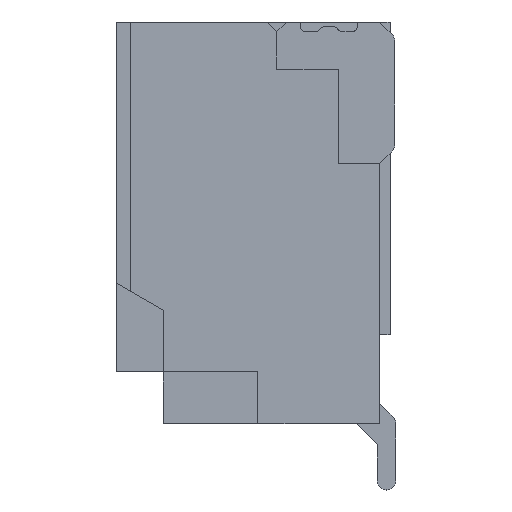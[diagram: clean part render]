
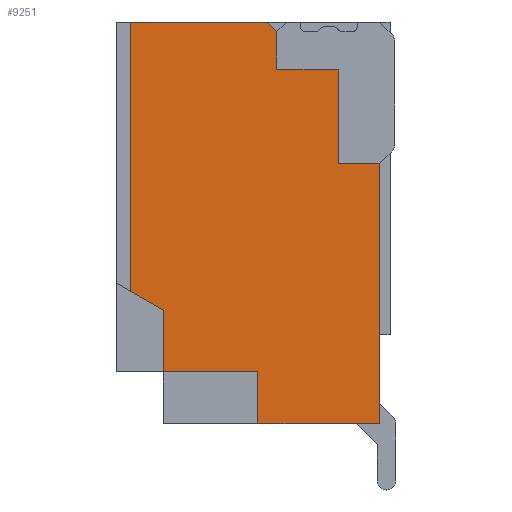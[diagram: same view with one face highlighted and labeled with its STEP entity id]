
A CAD part, left-side view. The second image highlights one B-rep face of the part: STEP entity #9251.
In plain terms, the highlighted planar face has unit normal (-1, 0, 0).
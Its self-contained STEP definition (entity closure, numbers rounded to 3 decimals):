
#34 = LINE ( 'NONE', #1305, #6451 ) ;
#40 = DIRECTION ( 'NONE',  ( 0., 1., 0. ) ) ;
#72 = ORIENTED_EDGE ( 'NONE', *, *, #7542, .F. ) ;
#218 = VECTOR ( 'NONE', #10687, 1000. ) ;
#485 = CARTESIAN_POINT ( 'NONE',  ( -3.5, 1.755, 0.195 ) ) ;
#562 = LINE ( 'NONE', #7038, #5214 ) ;
#585 = CARTESIAN_POINT ( 'NONE',  ( -3.5, 1.655, 3.895 ) ) ;
#742 = ORIENTED_EDGE ( 'NONE', *, *, #3237, .F. ) ;
#925 = EDGE_CURVE ( 'NONE', #7510, #6141, #3548, .T. ) ;
#954 = ORIENTED_EDGE ( 'NONE', *, *, #9314, .T. ) ;
#958 = VECTOR ( 'NONE', #9746, 1000. ) ;
#1023 = AXIS2_PLACEMENT_3D ( 'NONE', #7967, #8844, #3658 ) ;
#1135 = LINE ( 'NONE', #6995, #10292 ) ;
#1139 = DIRECTION ( 'NONE',  ( 0., 0.866, 0.5 ) ) ;
#1305 = CARTESIAN_POINT ( 'NONE',  ( -3.5, 1.555, -0.355 ) ) ;
#1413 = VERTEX_POINT ( 'NONE', #2201 ) ;
#1575 = DIRECTION ( 'NONE',  ( 0., 0., 1. ) ) ;
#1665 = LINE ( 'NONE', #5327, #6316 ) ;
#1695 = ORIENTED_EDGE ( 'NONE', *, *, #7512, .F. ) ;
#1766 = DIRECTION ( 'NONE',  ( 0., -1., 0. ) ) ;
#1892 = VECTOR ( 'NONE', #10600, 1000. ) ;
#1907 = PLANE ( 'NONE',  #1023 ) ;
#2009 = CARTESIAN_POINT ( 'NONE',  ( -3.5, 1.555, 3.795 ) ) ;
#2089 = CARTESIAN_POINT ( 'NONE',  ( -3.5, 3.105, 3.895 ) ) ;
#2163 = DIRECTION ( 'NONE',  ( 0., 0., -1. ) ) ;
#2201 = CARTESIAN_POINT ( 'NONE',  ( -3.5, 0.905, 3.395 ) ) ;
#2230 = ORIENTED_EDGE ( 'NONE', *, *, #8364, .T. ) ;
#2933 = DIRECTION ( 'NONE',  ( 0., 1., 0. ) ) ;
#2969 = CARTESIAN_POINT ( 'NONE',  ( -3.5, 1.555, 3.795 ) ) ;
#3082 = CARTESIAN_POINT ( 'NONE',  ( -3.5, 2.755, 0.845 ) ) ;
#3153 = VECTOR ( 'NONE', #1575, 1000. ) ;
#3237 = EDGE_CURVE ( 'NONE', #1413, #7180, #3956, .T. ) ;
#3274 = LINE ( 'NONE', #8037, #958 ) ;
#3438 = VECTOR ( 'NONE', #40, 1000. ) ;
#3466 = ORIENTED_EDGE ( 'NONE', *, *, #925, .F. ) ;
#3487 = ORIENTED_EDGE ( 'NONE', *, *, #8800, .F. ) ;
#3548 = LINE ( 'NONE', #9501, #5619 ) ;
#3581 = DIRECTION ( 'NONE',  ( 0., 0., 1. ) ) ;
#3622 = VECTOR ( 'NONE', #2933, 1000. ) ;
#3658 = DIRECTION ( 'NONE',  ( 0., 1., 0. ) ) ;
#3956 = LINE ( 'NONE', #7259, #1892 ) ;
#4108 = LINE ( 'NONE', #2009, #8417 ) ;
#4444 = DIRECTION ( 'NONE',  ( 0., -1., 0. ) ) ;
#4489 = ORIENTED_EDGE ( 'NONE', *, *, #8618, .F. ) ;
#4614 = CARTESIAN_POINT ( 'NONE',  ( -3.5, 2.755, 0.845 ) ) ;
#4696 = CARTESIAN_POINT ( 'NONE',  ( -3.5, 1.755, -0.355 ) ) ;
#4743 = CARTESIAN_POINT ( 'NONE',  ( -3.5, 3.255, 2.395 ) ) ;
#4952 = VERTEX_POINT ( 'NONE', #5580 ) ;
#5024 = DIRECTION ( 'NONE',  ( 0., 0., 1. ) ) ;
#5130 = CARTESIAN_POINT ( 'NONE',  ( -3.5, 1.555, 3.395 ) ) ;
#5214 = VECTOR ( 'NONE', #3581, 1000. ) ;
#5306 = CARTESIAN_POINT ( 'NONE',  ( -3.5, 3.255, 3.895 ) ) ;
#5327 = CARTESIAN_POINT ( 'NONE',  ( -3.5, 3.255, 3.395 ) ) ;
#5338 = VECTOR ( 'NONE', #1139, 1000. ) ;
#5580 = CARTESIAN_POINT ( 'NONE',  ( -3.5, 0.47, 2.395 ) ) ;
#5619 = VECTOR ( 'NONE', #5024, 1000. ) ;
#5709 = CARTESIAN_POINT ( 'NONE',  ( -3.5, 0.905, 2.395 ) ) ;
#6052 = VERTEX_POINT ( 'NONE', #2089 ) ;
#6141 = VERTEX_POINT ( 'NONE', #3082 ) ;
#6316 = VECTOR ( 'NONE', #4444, 1000. ) ;
#6402 = CARTESIAN_POINT ( 'NONE',  ( -3.5, 2.755, 0.195 ) ) ;
#6451 = VECTOR ( 'NONE', #2163, 1000. ) ;
#6481 = ORIENTED_EDGE ( 'NONE', *, *, #9545, .F. ) ;
#6494 = EDGE_CURVE ( 'NONE', #11055, #6052, #8042, .T. ) ;
#6855 = ORIENTED_EDGE ( 'NONE', *, *, #6494, .T. ) ;
#6995 = CARTESIAN_POINT ( 'NONE',  ( -3.5, 3.255, -0.355 ) ) ;
#7038 = CARTESIAN_POINT ( 'NONE',  ( -3.5, 3.105, -1.055 ) ) ;
#7070 = VERTEX_POINT ( 'NONE', #4696 ) ;
#7156 = LINE ( 'NONE', #4743, #218 ) ;
#7180 = VERTEX_POINT ( 'NONE', #5709 ) ;
#7237 = DIRECTION ( 'NONE',  ( 0., 0.707, 0.707 ) ) ;
#7259 = CARTESIAN_POINT ( 'NONE',  ( -3.5, 0.905, -0.355 ) ) ;
#7266 = CARTESIAN_POINT ( 'NONE',  ( -3.5, 3.255, 0.195 ) ) ;
#7491 = FACE_OUTER_BOUND ( 'NONE', #10103, .T. ) ;
#7510 = VERTEX_POINT ( 'NONE', #6402 ) ;
#7512 = EDGE_CURVE ( 'NONE', #8841, #7510, #8221, .T. ) ;
#7534 = ORIENTED_EDGE ( 'NONE', *, *, #9669, .T. ) ;
#7542 = EDGE_CURVE ( 'NONE', #7180, #4952, #7156, .T. ) ;
#7612 = LINE ( 'NONE', #4614, #5338 ) ;
#7768 = VERTEX_POINT ( 'NONE', #5130 ) ;
#7796 = ORIENTED_EDGE ( 'NONE', *, *, #9683, .F. ) ;
#7967 = CARTESIAN_POINT ( 'NONE',  ( -3.5, 3.255, -0.355 ) ) ;
#8037 = CARTESIAN_POINT ( 'NONE',  ( -3.5, 0.47, -1.055 ) ) ;
#8042 = LINE ( 'NONE', #5306, #3438 ) ;
#8221 = LINE ( 'NONE', #7266, #3622 ) ;
#8364 = EDGE_CURVE ( 'NONE', #7070, #10572, #1135, .T. ) ;
#8417 = VECTOR ( 'NONE', #7237, 1000. ) ;
#8592 = CARTESIAN_POINT ( 'NONE',  ( -3.5, 0.47, -0.355 ) ) ;
#8618 = EDGE_CURVE ( 'NONE', #10912, #7768, #34, .T. ) ;
#8800 = EDGE_CURVE ( 'NONE', #7070, #8841, #10008, .T. ) ;
#8841 = VERTEX_POINT ( 'NONE', #485 ) ;
#8844 = DIRECTION ( 'NONE',  ( 1., 0., 0. ) ) ;
#8984 = CARTESIAN_POINT ( 'NONE',  ( -3.5, 3.105, 1.047 ) ) ;
#9167 = EDGE_CURVE ( 'NONE', #7768, #1413, #1665, .T. ) ;
#9251 = ADVANCED_FACE ( 'NONE', ( #7491 ), #1907, .F. ) ;
#9314 = EDGE_CURVE ( 'NONE', #10912, #11055, #4108, .T. ) ;
#9347 = VERTEX_POINT ( 'NONE', #8984 ) ;
#9501 = CARTESIAN_POINT ( 'NONE',  ( -3.5, 2.755, -0.355 ) ) ;
#9545 = EDGE_CURVE ( 'NONE', #9347, #6052, #562, .T. ) ;
#9669 = EDGE_CURVE ( 'NONE', #10572, #4952, #3274, .T. ) ;
#9683 = EDGE_CURVE ( 'NONE', #6141, #9347, #7612, .T. ) ;
#9746 = DIRECTION ( 'NONE',  ( 0., 0., 1. ) ) ;
#10008 = LINE ( 'NONE', #10159, #3153 ) ;
#10103 = EDGE_LOOP ( 'NONE', ( #6855, #6481, #7796, #3466, #1695, #3487, #2230, #7534, #72, #742, #11025, #4489, #954 ) ) ;
#10159 = CARTESIAN_POINT ( 'NONE',  ( -3.5, 1.755, -0.355 ) ) ;
#10292 = VECTOR ( 'NONE', #1766, 1000. ) ;
#10572 = VERTEX_POINT ( 'NONE', #8592 ) ;
#10600 = DIRECTION ( 'NONE',  ( 0., 0., -1. ) ) ;
#10687 = DIRECTION ( 'NONE',  ( 0., -1., 0. ) ) ;
#10912 = VERTEX_POINT ( 'NONE', #2969 ) ;
#11025 = ORIENTED_EDGE ( 'NONE', *, *, #9167, .F. ) ;
#11055 = VERTEX_POINT ( 'NONE', #585 ) ;
